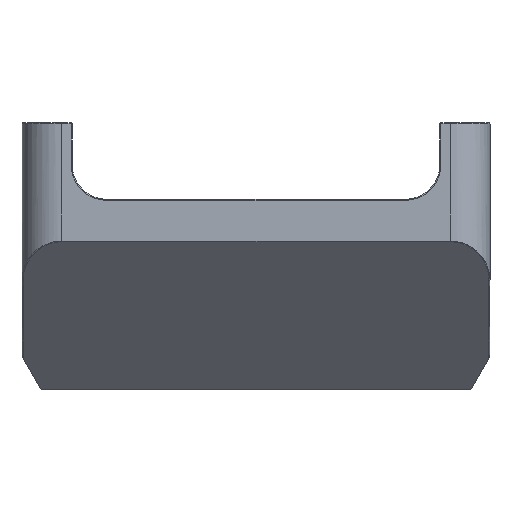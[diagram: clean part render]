
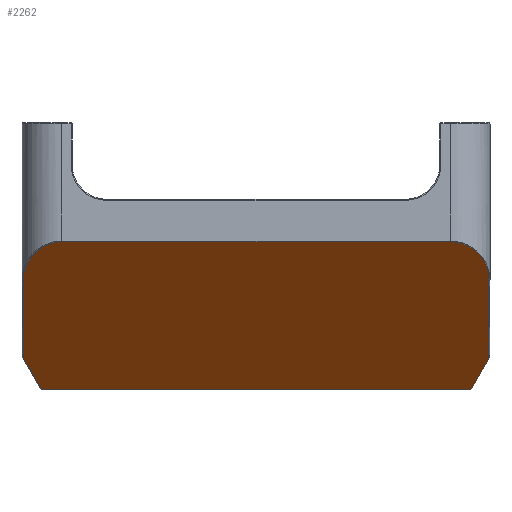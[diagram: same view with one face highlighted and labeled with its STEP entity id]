
A CAD part, front view. The second image highlights one B-rep face of the part: STEP entity #2262.
In plain terms, the highlighted planar face has unit normal (0, -0.707, -0.707).
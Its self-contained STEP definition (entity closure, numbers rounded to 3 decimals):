
#65=PLANE('',#2530);
#95=LINE('',#17163,#203);
#98=LINE('',#17247,#206);
#100=LINE('',#17328,#208);
#114=LINE('',#17363,#222);
#165=LINE('',#19895,#273);
#174=LINE('',#19918,#282);
#203=VECTOR('',#2775,10.);
#206=VECTOR('',#2790,10.);
#208=VECTOR('',#2802,10.);
#222=VECTOR('',#2836,10.);
#273=VECTOR('',#3091,10.);
#282=VECTOR('',#3128,10.);
#347=ELLIPSE('',#2397,13.435,9.5);
#349=ELLIPSE('',#2402,13.435,9.5);
#497=FACE_OUTER_BOUND('',#645,.T.);
#645=EDGE_LOOP('',(#2058,#2059,#2060,#2061,#2062,#2063,#2064,#2065));
#981=VERTEX_POINT('',#17160);
#982=VERTEX_POINT('',#17162);
#984=VERTEX_POINT('',#17237);
#986=VERTEX_POINT('',#17243);
#988=VERTEX_POINT('',#17318);
#990=VERTEX_POINT('',#17324);
#1002=VERTEX_POINT('',#17362);
#1055=VERTEX_POINT('',#19893);
#1241=EDGE_CURVE('',#981,#982,#95,.T.);
#1246=EDGE_CURVE('',#982,#984,#347,.T.);
#1249=EDGE_CURVE('',#984,#986,#98,.T.);
#1252=EDGE_CURVE('',#986,#988,#349,.T.);
#1255=EDGE_CURVE('',#988,#990,#100,.T.);
#1273=EDGE_CURVE('',#1002,#990,#114,.T.);
#1386=EDGE_CURVE('',#981,#1055,#165,.T.);
#1395=EDGE_CURVE('',#1002,#1055,#174,.T.);
#2058=ORIENTED_EDGE('',*,*,#1241,.F.);
#2059=ORIENTED_EDGE('',*,*,#1386,.T.);
#2060=ORIENTED_EDGE('',*,*,#1395,.F.);
#2061=ORIENTED_EDGE('',*,*,#1273,.T.);
#2062=ORIENTED_EDGE('',*,*,#1255,.F.);
#2063=ORIENTED_EDGE('',*,*,#1252,.F.);
#2064=ORIENTED_EDGE('',*,*,#1249,.F.);
#2065=ORIENTED_EDGE('',*,*,#1246,.F.);
#2262=ADVANCED_FACE('',(#497),#65,.F.);
#2397=AXIS2_PLACEMENT_3D('',#17241,#2783,#2784);
#2402=AXIS2_PLACEMENT_3D('',#17322,#2795,#2796);
#2530=AXIS2_PLACEMENT_3D('',#19917,#3126,#3127);
#2775=DIRECTION('',(0.,-0.707,0.707));
#2783=DIRECTION('center_axis',(0.,0.707,0.707));
#2784=DIRECTION('ref_axis',(0.,-0.707,0.707));
#2790=DIRECTION('',(1.,0.,0.));
#2795=DIRECTION('center_axis',(0.,0.707,0.707));
#2796=DIRECTION('ref_axis',(0.,-0.707,0.707));
#2802=DIRECTION('',(0.,0.707,-0.707));
#2836=DIRECTION('',(0.378,-0.655,0.655));
#3091=DIRECTION('',(0.378,0.655,-0.655));
#3126=DIRECTION('center_axis',(0.,0.707,0.707));
#3127=DIRECTION('ref_axis',(0.,-0.707,0.707));
#3128=DIRECTION('',(-1.,0.,0.));
#17160=CARTESIAN_POINT('',(25.,-54.972,-30.606));
#17162=CARTESIAN_POINT('',(25.,-73.922,-11.656));
#17163=CARTESIAN_POINT('',(25.,-19.119,-66.459));
#17237=CARTESIAN_POINT('',(34.5,-83.422,-2.156));
#17241=CARTESIAN_POINT('Origin',(34.5,-73.922,-11.656));
#17243=CARTESIAN_POINT('',(129.5,-83.422,-2.156));
#17247=CARTESIAN_POINT('',(17.25,-83.422,-2.156));
#17318=CARTESIAN_POINT('',(139.,-73.922,-11.656));
#17322=CARTESIAN_POINT('Origin',(129.5,-73.922,-11.656));
#17324=CARTESIAN_POINT('',(139.,-54.972,-30.606));
#17328=CARTESIAN_POINT('',(139.,-63.495,-22.083));
#17362=CARTESIAN_POINT('',(134.586,-47.328,-38.25));
#17363=CARTESIAN_POINT('',(132.833,-44.29,-41.288));
#19893=CARTESIAN_POINT('',(29.414,-47.328,-38.25));
#19895=CARTESIAN_POINT('',(13.361,-75.132,-10.446));
#19917=CARTESIAN_POINT('Origin',(0.,-47.328,-38.25));
#19918=CARTESIAN_POINT('',(41.,-47.328,-38.25));
